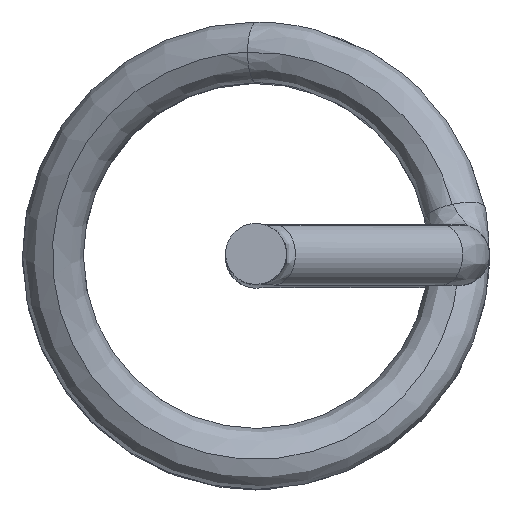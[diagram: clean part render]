
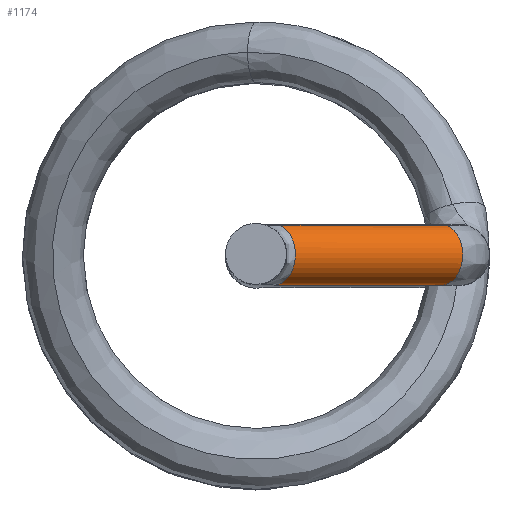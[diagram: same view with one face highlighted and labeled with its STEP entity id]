
A CAD part, top view. The second image highlights one B-rep face of the part: STEP entity #1174.
In plain terms, the highlighted free-form (B-spline) face has degree [3, 1] with [4, 2] control points.
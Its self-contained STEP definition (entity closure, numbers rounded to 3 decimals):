
#91 = CARTESIAN_POINT ( 'NONE',  ( 8.82, -1.438, 50.579 ) ) ;
#184 = EDGE_CURVE ( 'NONE', #1020, #761, #1284, .T. ) ;
#643 = VERTEX_POINT ( 'NONE', #1928 ) ;
#655 = ORIENTED_EDGE ( 'NONE', *, *, #184, .T. ) ;
#761 = VERTEX_POINT ( 'NONE', #2100 ) ;
#851 = VERTEX_POINT ( 'NONE', #2430 ) ;
#900 = VECTOR ( 'NONE', #2692, 1000. ) ;
#924 = ORIENTED_EDGE ( 'NONE', *, *, #2429, .F. ) ;
#942 =( BOUNDED_SURFACE ( )  B_SPLINE_SURFACE ( 3, 1, ( 
 ( #2400, #2198 ),
 ( #2044, #2034 ),
 ( #2024, #2013 ),
 ( #2003, #1996 ) ),
 .UNSPECIFIED., .F., .F., .F. ) 
 B_SPLINE_SURFACE_WITH_KNOTS ( ( 4, 4 ),
 ( 2, 2 ),
 ( 0., 1. ),
 ( 0., 1. ),
 .UNSPECIFIED. ) 
 GEOMETRIC_REPRESENTATION_ITEM ( )  RATIONAL_B_SPLINE_SURFACE ( (
 ( 1., 1.),
 ( 0.333, 0.333),
 ( 0.333, 0.333),
 ( 1., 1.) ) ) 
 REPRESENTATION_ITEM ( '' )  SURFACE ( )  );
#1020 = VERTEX_POINT ( 'NONE', #91 ) ;
#1078 = DIRECTION ( 'NONE',  ( -0.707, 0., 0.707 ) ) ;
#1092 = DIRECTION ( 'NONE',  ( -0.707, 0.001, 0.707 ) ) ;
#1096 = ORIENTED_EDGE ( 'NONE', *, *, #2502, .F. ) ;
#1157 = AXIS2_PLACEMENT_3D ( 'NONE', #2322, #1092, #2525 ) ;
#1174 = ADVANCED_FACE ( 'NONE', ( #2476 ), #942, .T. ) ;
#1284 = CIRCLE ( 'NONE', #2439, 1.5 ) ;
#1307 = VECTOR ( 'NONE', #1078, 1000. ) ;
#1429 = EDGE_LOOP ( 'NONE', ( #655, #2637, #1096, #924 ) ) ;
#1667 = LINE ( 'NONE', #2294, #900 ) ;
#1698 = DIRECTION ( 'NONE',  ( -0.201, -0.959, -0.2 ) ) ;
#1713 = DIRECTION ( 'NONE',  ( -0.707, 0.001, 0.707 ) ) ;
#1717 = CARTESIAN_POINT ( 'NONE',  ( 9.121, 0.001, 50.879 ) ) ;
#1804 = LINE ( 'NONE', #2305, #1307 ) ;
#1928 = CARTESIAN_POINT ( 'NONE',  ( 0.578, -1.438, 58.822 ) ) ;
#1956 = EDGE_CURVE ( 'NONE', #761, #851, #1667, .T. ) ;
#1996 = CARTESIAN_POINT ( 'NONE',  ( 1.18, 1.439, 59.421 ) ) ;
#2003 = CARTESIAN_POINT ( 'NONE',  ( 9.423, 1.439, 51.178 ) ) ;
#2013 = CARTESIAN_POINT ( 'NONE',  ( 3.214, 0.59, 61.456 ) ) ;
#2024 = CARTESIAN_POINT ( 'NONE',  ( 11.456, 0.59, 53.214 ) ) ;
#2034 = CARTESIAN_POINT ( 'NONE',  ( 2.612, -2.288, 60.857 ) ) ;
#2044 = CARTESIAN_POINT ( 'NONE',  ( 10.854, -2.288, 52.614 ) ) ;
#2100 = CARTESIAN_POINT ( 'NONE',  ( 9.423, 1.439, 51.178 ) ) ;
#2198 = CARTESIAN_POINT ( 'NONE',  ( 0.578, -1.438, 58.822 ) ) ;
#2272 = CIRCLE ( 'NONE', #1157, 1.5 ) ;
#2294 = CARTESIAN_POINT ( 'NONE',  ( 9.423, 1.439, 51.178 ) ) ;
#2305 = CARTESIAN_POINT ( 'NONE',  ( 8.82, -1.438, 50.579 ) ) ;
#2322 = CARTESIAN_POINT ( 'NONE',  ( 0.879, 0.001, 59.121 ) ) ;
#2400 = CARTESIAN_POINT ( 'NONE',  ( 8.82, -1.438, 50.579 ) ) ;
#2429 = EDGE_CURVE ( 'NONE', #1020, #643, #1804, .T. ) ;
#2430 = CARTESIAN_POINT ( 'NONE',  ( 1.18, 1.439, 59.421 ) ) ;
#2439 = AXIS2_PLACEMENT_3D ( 'NONE', #1717, #1713, #1698 ) ;
#2476 = FACE_OUTER_BOUND ( 'NONE', #1429, .T. ) ;
#2502 = EDGE_CURVE ( 'NONE', #643, #851, #2272, .T. ) ;
#2525 = DIRECTION ( 'NONE',  ( -0.201, -0.959, -0.2 ) ) ;
#2637 = ORIENTED_EDGE ( 'NONE', *, *, #1956, .T. ) ;
#2692 = DIRECTION ( 'NONE',  ( -0.707, 0., 0.707 ) ) ;
